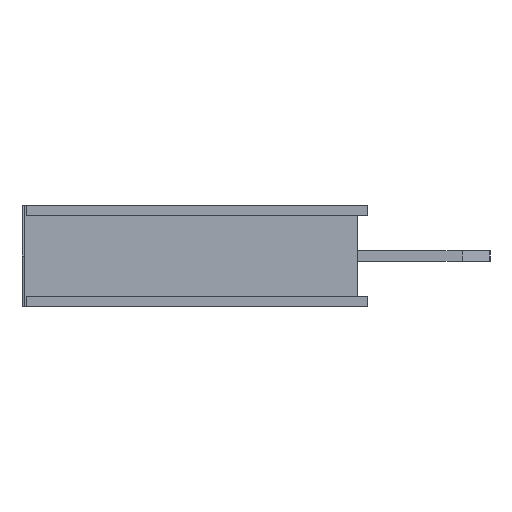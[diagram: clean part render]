
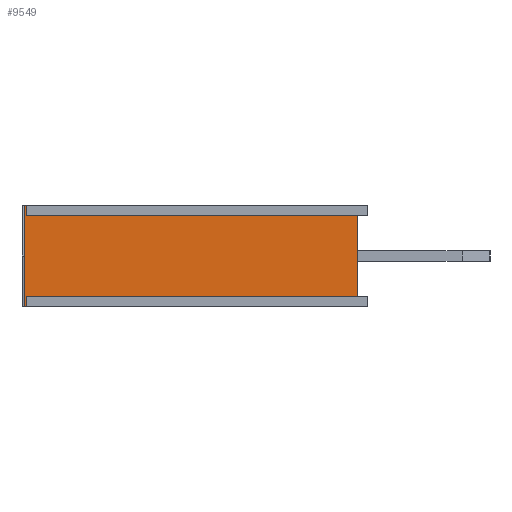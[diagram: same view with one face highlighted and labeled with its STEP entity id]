
A CAD part, left-side view. The second image highlights one B-rep face of the part: STEP entity #9549.
In plain terms, the highlighted planar face has unit normal (-1, 0, 0).
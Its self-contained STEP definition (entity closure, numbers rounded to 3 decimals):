
#353=FACE_OUTER_BOUND('',#896,.T.);
#896=EDGE_LOOP('',(#7340,#7341,#7342,#7343,#7344,#7345,#7346,#7347));
#1897=LINE('',#14314,#3241);
#1898=LINE('',#14316,#3242);
#1899=LINE('',#14318,#3243);
#1900=LINE('',#14320,#3244);
#1901=LINE('',#14322,#3245);
#1902=LINE('',#14324,#3246);
#1903=LINE('',#14326,#3247);
#1904=LINE('',#14327,#3248);
#3241=VECTOR('',#11697,10.);
#3242=VECTOR('',#11698,10.);
#3243=VECTOR('',#11699,10.);
#3244=VECTOR('',#11700,10.);
#3245=VECTOR('',#11701,10.);
#3246=VECTOR('',#11702,10.);
#3247=VECTOR('',#11703,10.);
#3248=VECTOR('',#11704,10.);
#4327=VERTEX_POINT('',#14312);
#4328=VERTEX_POINT('',#14313);
#4329=VERTEX_POINT('',#14315);
#4330=VERTEX_POINT('',#14317);
#4331=VERTEX_POINT('',#14319);
#4332=VERTEX_POINT('',#14321);
#4333=VERTEX_POINT('',#14323);
#4334=VERTEX_POINT('',#14325);
#5441=EDGE_CURVE('',#4327,#4328,#1897,.T.);
#5442=EDGE_CURVE('',#4329,#4328,#1898,.T.);
#5443=EDGE_CURVE('',#4330,#4329,#1899,.T.);
#5444=EDGE_CURVE('',#4331,#4330,#1900,.T.);
#5445=EDGE_CURVE('',#4332,#4331,#1901,.T.);
#5446=EDGE_CURVE('',#4333,#4332,#1902,.T.);
#5447=EDGE_CURVE('',#4334,#4333,#1903,.T.);
#5448=EDGE_CURVE('',#4327,#4334,#1904,.T.);
#7340=ORIENTED_EDGE('',*,*,#5441,.T.);
#7341=ORIENTED_EDGE('',*,*,#5442,.F.);
#7342=ORIENTED_EDGE('',*,*,#5443,.F.);
#7343=ORIENTED_EDGE('',*,*,#5444,.F.);
#7344=ORIENTED_EDGE('',*,*,#5445,.F.);
#7345=ORIENTED_EDGE('',*,*,#5446,.F.);
#7346=ORIENTED_EDGE('',*,*,#5447,.F.);
#7347=ORIENTED_EDGE('',*,*,#5448,.F.);
#9014=PLANE('',#10113);
#9549=ADVANCED_FACE('',(#353),#9014,.F.);
#10113=AXIS2_PLACEMENT_3D('',#14311,#11695,#11696);
#11695=DIRECTION('center_axis',(1.,0.,0.));
#11696=DIRECTION('ref_axis',(0.,0.,-1.));
#11697=DIRECTION('',(0.,0.,1.));
#11698=DIRECTION('',(0.,-1.,0.));
#11699=DIRECTION('',(0.,0.,-1.));
#11700=DIRECTION('',(0.,-1.,0.));
#11701=DIRECTION('',(0.,0.,1.));
#11702=DIRECTION('',(0.,1.,0.));
#11703=DIRECTION('',(0.,0.,-1.));
#11704=DIRECTION('',(0.,1.,0.));
#14311=CARTESIAN_POINT('Origin',(-0.02,0.,2.5));
#14312=CARTESIAN_POINT('',(-0.02,0.25,0.25));
#14313=CARTESIAN_POINT('',(-0.02,0.25,2.25));
#14314=CARTESIAN_POINT('',(-0.02,0.25,1.875));
#14315=CARTESIAN_POINT('',(-0.02,8.4,2.25));
#14316=CARTESIAN_POINT('',(-0.02,4.25,2.25));
#14317=CARTESIAN_POINT('',(-0.02,8.4,2.5));
#14318=CARTESIAN_POINT('',(-0.02,8.4,2.5));
#14319=CARTESIAN_POINT('',(-0.02,8.45,2.5));
#14320=CARTESIAN_POINT('',(-0.02,0.,2.5));
#14321=CARTESIAN_POINT('',(-0.02,8.45,0.));
#14322=CARTESIAN_POINT('',(-0.02,8.45,1.25));
#14323=CARTESIAN_POINT('',(-0.02,8.4,0.));
#14324=CARTESIAN_POINT('',(-0.02,0.,0.));
#14325=CARTESIAN_POINT('',(-0.02,8.4,0.25));
#14326=CARTESIAN_POINT('',(-0.02,8.4,2.5));
#14327=CARTESIAN_POINT('',(-0.02,0.,0.25));
